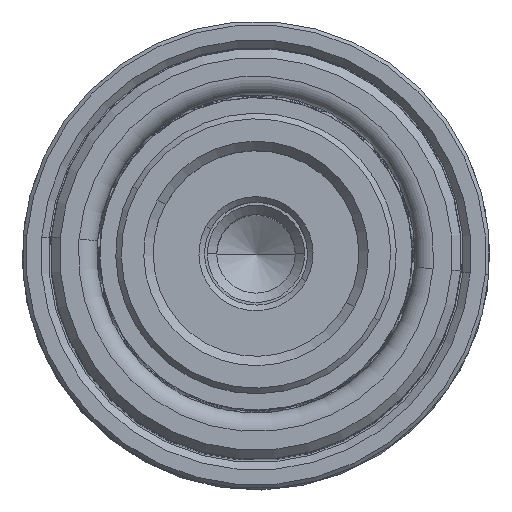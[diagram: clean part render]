
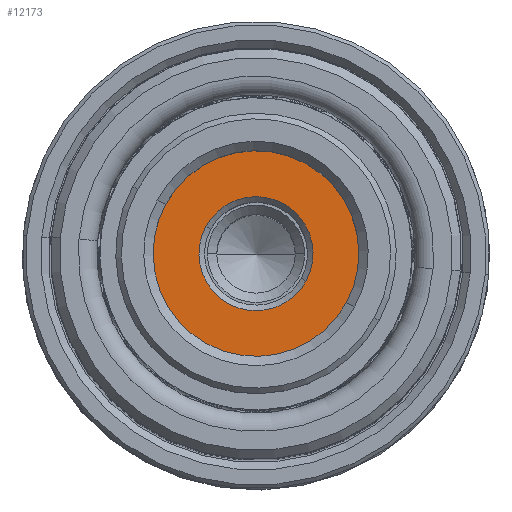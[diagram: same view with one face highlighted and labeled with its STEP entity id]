
A CAD part, top view. The second image highlights one B-rep face of the part: STEP entity #12173.
In plain terms, the highlighted face is planar.
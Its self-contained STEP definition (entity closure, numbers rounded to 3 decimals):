
#286 = EDGE_LOOP ( 'NONE', ( #9626, #24552 ) ) ;
#442 = AXIS2_PLACEMENT_3D ( 'NONE', #28021, #12375, #30628 ) ;
#1183 = PLANE ( 'NONE',  #15294 ) ;
#1619 = AXIS2_PLACEMENT_3D ( 'NONE', #28200, #28085, #27972 ) ;
#4075 = CARTESIAN_POINT ( 'NONE',  ( 0., 0., 6.5 ) ) ;
#4656 = CARTESIAN_POINT ( 'NONE',  ( 3.05, 0., 6.5 ) ) ;
#5056 = CIRCLE ( 'NONE', #1619, 3.05 ) ;
#5071 = ORIENTED_EDGE ( 'NONE', *, *, #16451, .T. ) ;
#6715 = DIRECTION ( 'NONE',  ( -1., 0., 0. ) ) ;
#8347 = EDGE_CURVE ( 'NONE', #19433, #28494, #5056, .T. ) ;
#9448 = DIRECTION ( 'NONE',  ( 1., 0., 0. ) ) ;
#9626 = ORIENTED_EDGE ( 'NONE', *, *, #8347, .T. ) ;
#11611 = EDGE_CURVE ( 'NONE', #24019, #31202, #12442, .T. ) ;
#12173 = ADVANCED_FACE ( 'NONE', ( #28352, #15318 ), #1183, .F. ) ;
#12375 = DIRECTION ( 'NONE',  ( 0., 0., -1. ) ) ;
#12442 = CIRCLE ( 'NONE', #14214, 5.5 ) ;
#13046 = CARTESIAN_POINT ( 'NONE',  ( -5.5, 0., 6.5 ) ) ;
#13234 = CARTESIAN_POINT ( 'NONE',  ( 0., 0., 6.5 ) ) ;
#13266 = CARTESIAN_POINT ( 'NONE',  ( 5.5, 0., 6.5 ) ) ;
#14214 = AXIS2_PLACEMENT_3D ( 'NONE', #4075, #22427, #6715 ) ;
#14365 = ORIENTED_EDGE ( 'NONE', *, *, #11611, .T. ) ;
#14637 = CARTESIAN_POINT ( 'NONE',  ( -3.05, 0., 6.5 ) ) ;
#14780 = EDGE_CURVE ( 'NONE', #28494, #19433, #26270, .T. ) ;
#15294 = AXIS2_PLACEMENT_3D ( 'NONE', #17270, #25121, #9448 ) ;
#15318 = FACE_OUTER_BOUND ( 'NONE', #16777, .T. ) ;
#15921 = DIRECTION ( 'NONE',  ( 1., 0., 0. ) ) ;
#16451 = EDGE_CURVE ( 'NONE', #31202, #24019, #30535, .T. ) ;
#16777 = EDGE_LOOP ( 'NONE', ( #14365, #5071 ) ) ;
#17270 = CARTESIAN_POINT ( 'NONE',  ( 2.75, 0., 6.5 ) ) ;
#19433 = VERTEX_POINT ( 'NONE', #14637 ) ;
#22427 = DIRECTION ( 'NONE',  ( 0., 0., -1. ) ) ;
#24019 = VERTEX_POINT ( 'NONE', #13046 ) ;
#24552 = ORIENTED_EDGE ( 'NONE', *, *, #14780, .T. ) ;
#25121 = DIRECTION ( 'NONE',  ( 0., 0., 1. ) ) ;
#26270 = CIRCLE ( 'NONE', #31084, 3.05 ) ;
#27972 = DIRECTION ( 'NONE',  ( 1., 0., 0. ) ) ;
#28021 = CARTESIAN_POINT ( 'NONE',  ( 0., 0., 6.5 ) ) ;
#28085 = DIRECTION ( 'NONE',  ( 0., 0., 1. ) ) ;
#28200 = CARTESIAN_POINT ( 'NONE',  ( 0., 0., 6.5 ) ) ;
#28352 = FACE_BOUND ( 'NONE', #286, .T. ) ;
#28494 = VERTEX_POINT ( 'NONE', #4656 ) ;
#30535 = CIRCLE ( 'NONE', #442, 5.5 ) ;
#30628 = DIRECTION ( 'NONE',  ( -1., 0., 0. ) ) ;
#31084 = AXIS2_PLACEMENT_3D ( 'NONE', #13234, #31460, #15921 ) ;
#31202 = VERTEX_POINT ( 'NONE', #13266 ) ;
#31460 = DIRECTION ( 'NONE',  ( 0., 0., 1. ) ) ;
